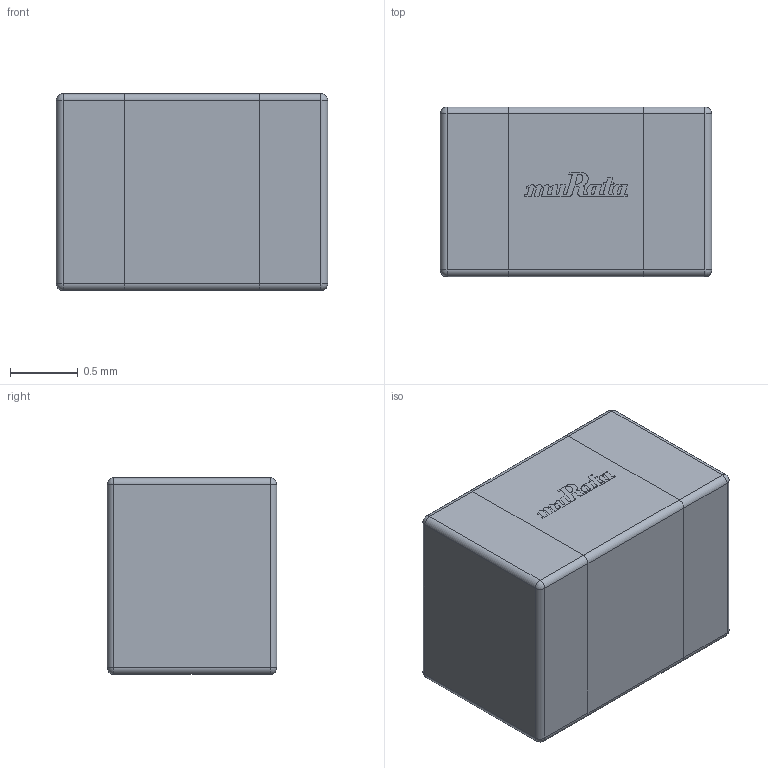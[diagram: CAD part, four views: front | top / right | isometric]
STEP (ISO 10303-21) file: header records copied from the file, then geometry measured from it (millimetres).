
FILE_DESCRIPTION(/* description */ (''),/* implementation_level */ '2;1');
FILE_NAME(/* name */ 'LQM21FN_70.stp',/* time_stamp */ '2021-05-26T12:00:53+03:00',/* author */ ('thall'),/* organization */ (''),/* preprocessor_version */ 'ST-DEVELOPER v18.1',/* originating_system */ 'Autodesk Inventor 2021',/* authorisation */ '');
FILE_SCHEMA (('AUTOMOTIVE_DESIGN { 1 0 10303 214 3 1 1 }'));
Length unit declared in the file: millimetre
Products named in the file (4): LQM21FN_70; Body; Termination; Logo
Assembly tree (3 placements, depth 2):
  LQM21FN_70
    Body
    Termination
    Logo
Bounding box: 2 x 1.25 x 1.45 mm (x, y, z)
Volume: 3.6 mm3; surface area: 21.4 mm2
Topology: 4 solids, 4 shells, 265 faces, 747 edges, 490 vertices
Faces by surface type: bspline 126, plane 99, cylinder 32, sphere 8
Entity records: 9513 total; most frequent: CARTESIAN_POINT 3168, ORIENTED_EDGE 1494, DIRECTION 946, EDGE_CURVE 747, VERTEX_POINT 490, LINE 430, VECTOR 430, EDGE_LOOP 271
